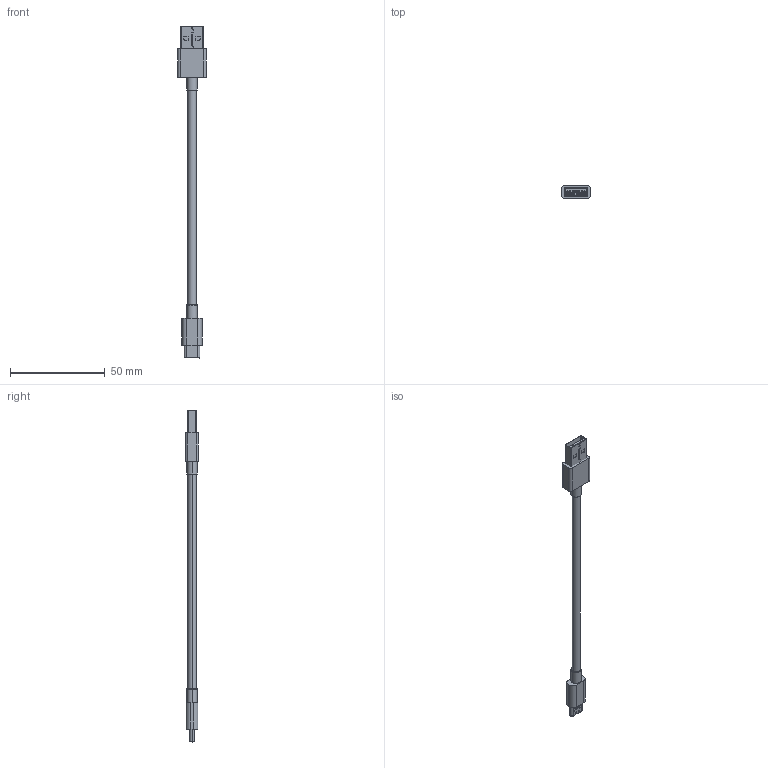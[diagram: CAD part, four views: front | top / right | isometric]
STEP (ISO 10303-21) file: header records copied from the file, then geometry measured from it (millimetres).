
FILE_DESCRIPTION (( 'STEP AP214' ), '1' );
FILE_NAME ('USBCA2-MM_3D.STEP', '2022-06-09T23:20:06', ( '' ), ( '' ), 'SwSTEP 2.0', 'SolidWorks 2021', '' );
FILE_SCHEMA (( 'AUTOMOTIVE_DESIGN' ));
Length unit declared in the file: inch
Products named in the file (16): 1AA05-003-MA2_CRIMPED; AOC 3.0 TYPE_C_MALE_CONNECTOR - MA9; 1AA05-003-MA5; 1AA05-003-MA4; USB-4006B_2_CRIMPED; USB-4006B; 1AA05-003-MA1; USB-4001B-2; USB-4001B-2_CABLE; 1AA05-003-MA3; USBCA2-MM_3D
Assembly tree (15 placements, depth 4):
  USBCA2-MM_3D
    USB-4001B-2_CABLE
    USB-4001B-2
      USB-4001B-2
      AOC 3.0 TYPE_C_MALE_CONNECTOR - MA9
    USB-4006B
      USB-4006B
      USB-4006B_2_CRIMPED
        1AA05-003-MA1
        1AA05-003-MA2_CRIMPED
        1AA05-003-MA3
        1AA05-003-MA4
        1AA05-003-MA4
        1AA05-003-MA4
        1AA05-003-MA4
        1AA05-003-MA5
Bounding box: 14.9 x 6.8 x 174.85 mm (x, y, z)
Volume: 5076.6 mm3; surface area: 6712.8 mm2
Topology: 14 solids, 30 shells, 2984 faces, 8503 edges, 5534 vertices
Faces by surface type: plane 1959, cylinder 935, torus 26, sphere 26, cone 22, bspline 16
Entity records: 101344 total; most frequent: CARTESIAN_POINT 20666, ORIENTED_EDGE 16942, DIRECTION 15701, EDGE_CURVE 8471, VECTOR 6251, LINE 6251, VERTEX_POINT 5532, AXIS2_PLACEMENT_3D 4725
